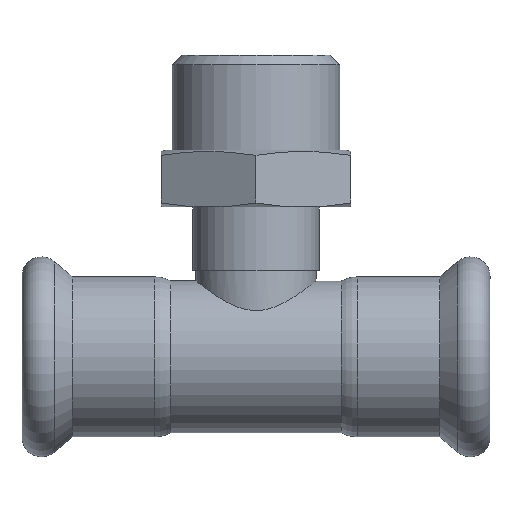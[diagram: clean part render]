
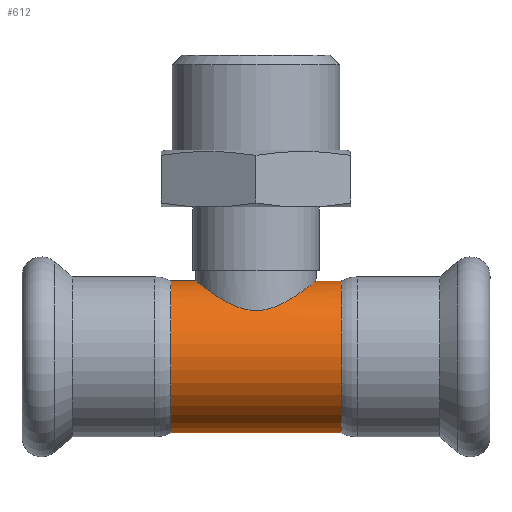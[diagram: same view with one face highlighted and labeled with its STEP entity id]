
A CAD part, front view. The second image highlights one B-rep face of the part: STEP entity #612.
In plain terms, the highlighted cylindrical face has radius 12 mm (diameter 24 mm), a full revolution.
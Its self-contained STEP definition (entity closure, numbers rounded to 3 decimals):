
#119=FACE_BOUND($,#204,.T.);
#120=FACE_BOUND($,#205,.T.);
#121=FACE_BOUND($,#206,.T.);
#159=B_SPLINE_CURVE_WITH_KNOTS($,3,(#1013,#1014,#1015,#1016,#1017,#1018,
#1019,#1020,#1021,#1022,#1023,#1024,#1025,#1026,#1027,#1028,#1029,#1030,
#1031,#1032,#1033,#1034,#1035,#1036,#1037,#1038,#1039,#1040,#1041,#1042,
#1043,#1044,#1045,#1046,#1047,#1048,#1049,#1050,#1051,#1052,#1053,#1054),
 .UNSPECIFIED.,.T.,.F.,(4,2,2,2,2,2,2,2,2,2,2,2,2,2,2,2,2,2,2,2,4),(0.,
0.194,0.388,0.777,1.154,
1.531,1.908,2.285,2.673,2.867,
3.061,3.256,3.45,3.838,4.215,
4.592,4.969,5.346,5.735,5.929,
6.123),.UNSPECIFIED.);
#204=EDGE_LOOP($,(#455));
#205=EDGE_LOOP($,(#456));
#206=EDGE_LOOP($,(#457));
#285=CIRCLE($,#669,12.);
#286=CIRCLE($,#670,12.);
#325=VERTEX_POINT($,#1012);
#326=VERTEX_POINT($,#1055);
#327=VERTEX_POINT($,#1057);
#382=EDGE_CURVE($,#325,#325,#159,.T.);
#383=EDGE_CURVE($,#326,#326,#285,.T.);
#384=EDGE_CURVE($,#327,#327,#286,.T.);
#455=ORIENTED_EDGE($,*,*,#382,.T.);
#456=ORIENTED_EDGE($,*,*,#383,.F.);
#457=ORIENTED_EDGE($,*,*,#384,.T.);
#600=CYLINDRICAL_SURFACE($,#668,12.);
#612=ADVANCED_FACE($,(#119,#120,#121),#600,.T.);
#668=AXIS2_PLACEMENT_3D($,#1011,#766,#767);
#669=AXIS2_PLACEMENT_3D($,#1056,#768,#769);
#670=AXIS2_PLACEMENT_3D($,#1058,#770,#771);
#766=DIRECTION('center_axis',(1.,0.,0.));
#767=DIRECTION('ref_axis',(0.,1.,0.));
#768=DIRECTION('center_axis',(1.,0.,0.));
#769=DIRECTION('ref_axis',(0.,1.,0.));
#770=DIRECTION('center_axis',(1.,0.,0.));
#771=DIRECTION('ref_axis',(0.,1.,0.));
#1011=CARTESIAN_POINT('Origin',(0.,0.,0.));
#1012=CARTESIAN_POINT('',(0.,9.5,7.331));
#1013=CARTESIAN_POINT('Ctrl Pts',(0.,9.5,7.331));
#1014=CARTESIAN_POINT('Ctrl Pts',(0.647,9.5,7.331));
#1015=CARTESIAN_POINT('Ctrl Pts',(1.291,9.433,7.42));
#1016=CARTESIAN_POINT('Ctrl Pts',(2.538,9.177,7.735));
#1017=CARTESIAN_POINT('Ctrl Pts',(3.142,8.987,7.96));
#1018=CARTESIAN_POINT('Ctrl Pts',(4.864,8.255,8.738));
#1019=CARTESIAN_POINT('Ctrl Pts',(5.892,7.543,9.386));
#1020=CARTESIAN_POINT('Ctrl Pts',(7.519,5.916,10.485));
#1021=CARTESIAN_POINT('Ctrl Pts',(8.245,4.887,11.028));
#1022=CARTESIAN_POINT('Ctrl Pts',(9.236,2.558,11.788));
#1023=CARTESIAN_POINT('Ctrl Pts',(9.5,1.257,12.));
#1024=CARTESIAN_POINT('Ctrl Pts',(9.5,-1.257,12.));
#1025=CARTESIAN_POINT('Ctrl Pts',(9.236,-2.558,11.788));
#1026=CARTESIAN_POINT('Ctrl Pts',(8.245,-4.887,11.028));
#1027=CARTESIAN_POINT('Ctrl Pts',(7.519,-5.916,10.485));
#1028=CARTESIAN_POINT('Ctrl Pts',(5.892,-7.543,9.386));
#1029=CARTESIAN_POINT('Ctrl Pts',(4.864,-8.255,8.738));
#1030=CARTESIAN_POINT('Ctrl Pts',(3.142,-8.987,7.96));
#1031=CARTESIAN_POINT('Ctrl Pts',(2.538,-9.177,7.735));
#1032=CARTESIAN_POINT('Ctrl Pts',(1.291,-9.433,7.42));
#1033=CARTESIAN_POINT('Ctrl Pts',(0.647,-9.5,7.331));
#1034=CARTESIAN_POINT('Ctrl Pts',(-0.647,-9.5,7.331));
#1035=CARTESIAN_POINT('Ctrl Pts',(-1.291,-9.433,7.42));
#1036=CARTESIAN_POINT('Ctrl Pts',(-2.538,-9.177,7.735));
#1037=CARTESIAN_POINT('Ctrl Pts',(-3.142,-8.987,7.96));
#1038=CARTESIAN_POINT('Ctrl Pts',(-4.864,-8.255,8.738));
#1039=CARTESIAN_POINT('Ctrl Pts',(-5.892,-7.543,9.386));
#1040=CARTESIAN_POINT('Ctrl Pts',(-7.519,-5.916,10.485));
#1041=CARTESIAN_POINT('Ctrl Pts',(-8.245,-4.887,11.028));
#1042=CARTESIAN_POINT('Ctrl Pts',(-9.236,-2.558,11.788));
#1043=CARTESIAN_POINT('Ctrl Pts',(-9.5,-1.257,12.));
#1044=CARTESIAN_POINT('Ctrl Pts',(-9.5,1.257,12.));
#1045=CARTESIAN_POINT('Ctrl Pts',(-9.236,2.558,11.788));
#1046=CARTESIAN_POINT('Ctrl Pts',(-8.245,4.887,11.028));
#1047=CARTESIAN_POINT('Ctrl Pts',(-7.519,5.916,10.485));
#1048=CARTESIAN_POINT('Ctrl Pts',(-5.892,7.543,9.386));
#1049=CARTESIAN_POINT('Ctrl Pts',(-4.864,8.255,8.738));
#1050=CARTESIAN_POINT('Ctrl Pts',(-3.142,8.987,7.96));
#1051=CARTESIAN_POINT('Ctrl Pts',(-2.538,9.177,7.735));
#1052=CARTESIAN_POINT('Ctrl Pts',(-1.291,9.433,7.42));
#1053=CARTESIAN_POINT('Ctrl Pts',(-0.647,9.5,7.331));
#1054=CARTESIAN_POINT('Ctrl Pts',(0.,9.5,7.331));
#1055=CARTESIAN_POINT('',(16.,12.,0.));
#1056=CARTESIAN_POINT('Origin',(16.,0.,0.));
#1057=CARTESIAN_POINT('',(-16.,12.,0.));
#1058=CARTESIAN_POINT('Origin',(-16.,0.,0.));
